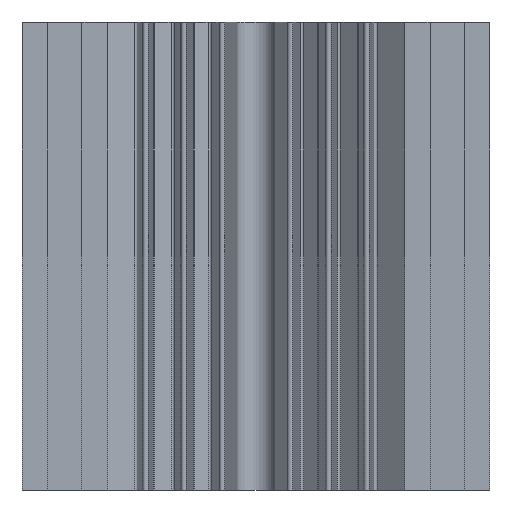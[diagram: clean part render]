
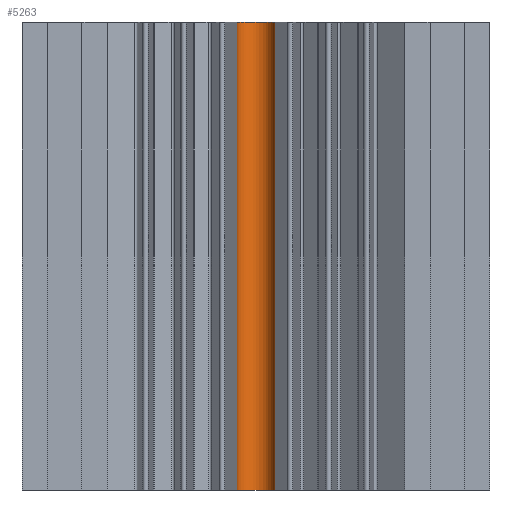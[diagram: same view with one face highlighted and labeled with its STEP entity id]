
A CAD part, front view. The second image highlights one B-rep face of the part: STEP entity #5263.
In plain terms, the highlighted cylindrical face has radius 4.5 mm (diameter 9 mm), a partial arc.
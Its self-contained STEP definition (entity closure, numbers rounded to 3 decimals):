
#294 = ORIENTED_EDGE ( 'NONE', *, *, #9897, .T. ) ;
#682 = AXIS2_PLACEMENT_3D ( 'NONE', #13879, #13952, #15735 ) ;
#1183 = FACE_OUTER_BOUND ( 'NONE', #5923, .T. ) ;
#2527 = VERTEX_POINT ( 'NONE', #18439 ) ;
#4395 = CARTESIAN_POINT ( 'NONE',  ( 0., -44.5, 55. ) ) ;
#4753 = CIRCLE ( 'NONE', #682, 4.5 ) ;
#4828 = DIRECTION ( 'NONE',  ( -1., 0., 0. ) ) ;
#5091 = EDGE_CURVE ( 'NONE', #7992, #11147, #19958, .T. ) ;
#5263 = ADVANCED_FACE ( 'NONE', ( #1183 ), #14851, .F. ) ;
#5923 = EDGE_LOOP ( 'NONE', ( #294, #6875, #7474, #8353 ) ) ;
#6750 = CARTESIAN_POINT ( 'NONE',  ( -4.5, -44.5, 55. ) ) ;
#6875 = ORIENTED_EDGE ( 'NONE', *, *, #10170, .F. ) ;
#7474 = ORIENTED_EDGE ( 'NONE', *, *, #5091, .F. ) ;
#7992 = VERTEX_POINT ( 'NONE', #6750 ) ;
#8058 = CARTESIAN_POINT ( 'NONE',  ( -4.5, -44.5, 55. ) ) ;
#8353 = ORIENTED_EDGE ( 'NONE', *, *, #17131, .T. ) ;
#9100 = AXIS2_PLACEMENT_3D ( 'NONE', #4395, #21103, #4828 ) ;
#9398 = AXIS2_PLACEMENT_3D ( 'NONE', #10187, #12097, #12027 ) ;
#9897 = EDGE_CURVE ( 'NONE', #20673, #2527, #4753, .T. ) ;
#10170 = EDGE_CURVE ( 'NONE', #11147, #2527, #19011, .T. ) ;
#10187 = CARTESIAN_POINT ( 'NONE',  ( 0., -44.5, 55. ) ) ;
#11147 = VERTEX_POINT ( 'NONE', #14970 ) ;
#12027 = DIRECTION ( 'NONE',  ( 1., 0., 0. ) ) ;
#12097 = DIRECTION ( 'NONE',  ( 0., 0., -1. ) ) ;
#12427 = CARTESIAN_POINT ( 'NONE',  ( -4.5, -44.5, -55. ) ) ;
#13661 = VECTOR ( 'NONE', #16454, 1000. ) ;
#13879 = CARTESIAN_POINT ( 'NONE',  ( 0., -44.5, -55. ) ) ;
#13952 = DIRECTION ( 'NONE',  ( 0., 0., -1. ) ) ;
#14749 = DIRECTION ( 'NONE',  ( 0., 0., -1. ) ) ;
#14851 = CYLINDRICAL_SURFACE ( 'NONE', #9100, 4.5 ) ;
#14970 = CARTESIAN_POINT ( 'NONE',  ( 4.5, -44.5, 55. ) ) ;
#15735 = DIRECTION ( 'NONE',  ( 1., 0., 0. ) ) ;
#16344 = VECTOR ( 'NONE', #14749, 1000. ) ;
#16454 = DIRECTION ( 'NONE',  ( 0., 0., -1. ) ) ;
#16615 = LINE ( 'NONE', #8058, #16344 ) ;
#17131 = EDGE_CURVE ( 'NONE', #7992, #20673, #16615, .T. ) ;
#18439 = CARTESIAN_POINT ( 'NONE',  ( 4.5, -44.5, -55. ) ) ;
#19011 = LINE ( 'NONE', #19763, #13661 ) ;
#19763 = CARTESIAN_POINT ( 'NONE',  ( 4.5, -44.5, 55. ) ) ;
#19958 = CIRCLE ( 'NONE', #9398, 4.5 ) ;
#20673 = VERTEX_POINT ( 'NONE', #12427 ) ;
#21103 = DIRECTION ( 'NONE',  ( 0., 0., -1. ) ) ;
